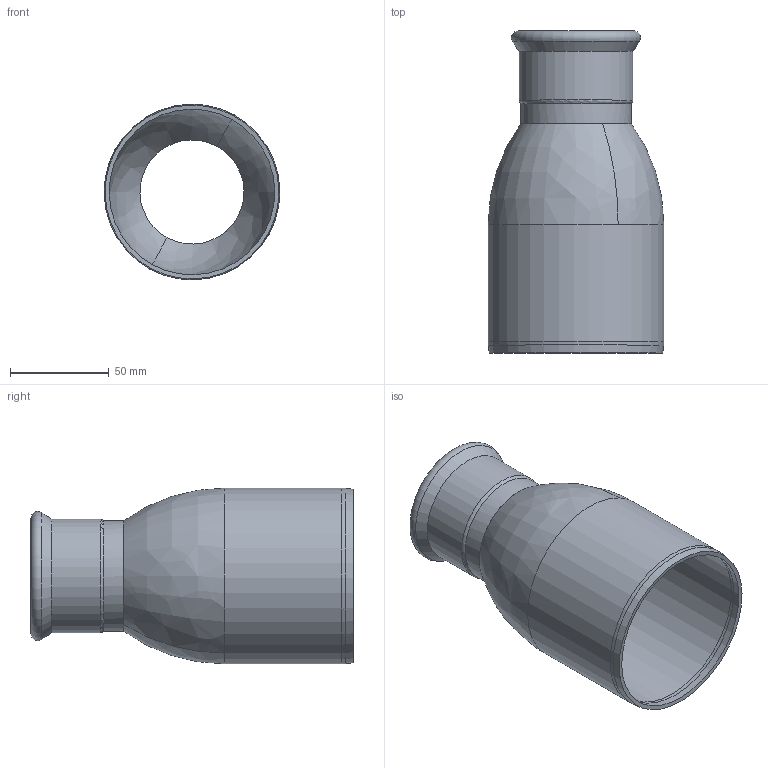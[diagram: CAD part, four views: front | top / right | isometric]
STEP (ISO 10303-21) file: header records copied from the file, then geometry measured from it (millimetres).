
FILE_DESCRIPTION(/* description */ (''),/* implementation_level */ '2;1');
FILE_NAME(/* name */ '42438.stp',/* time_stamp */ '2023-09-08T11:14:01+02:00',/* author */ ('JANAN'),/* organization */ (''),/* preprocessor_version */ 'ST-DEVELOPER v19.2',/* originating_system */ 'Autodesk Inventor 2023',/* authorisation */ '');
FILE_SCHEMA (('AUTOMOTIVE_DESIGN { 1 0 10303 214 3 1 1 }'));
Length unit declared in the file: millimetre
Products named in the file (1): tmpD5CA.tmp
Bounding box: 88.88 x 163 x 88.88 mm (x, y, z)
Volume: 76616.8 mm3; surface area: 80604.3 mm2
Topology: 2 solids, 2 shells, 30 faces, 63 edges, 36 vertices
Faces by surface type: torus 8, cone 8, cylinder 7, bspline 4, plane 3
Full cylindrical faces by diameter (mm): 53 x1, 54.4 x1, 55 x1, 56 x1, 57.5 x1, 84.78 x1, 88.9 x1
Entity records: 1075 total; most frequent: CARTESIAN_POINT 342, DIRECTION 157, ORIENTED_EDGE 126, AXIS2_PLACEMENT_3D 71, EDGE_CURVE 63, CIRCLE 44, VERTEX_POINT 36, EDGE_LOOP 33
